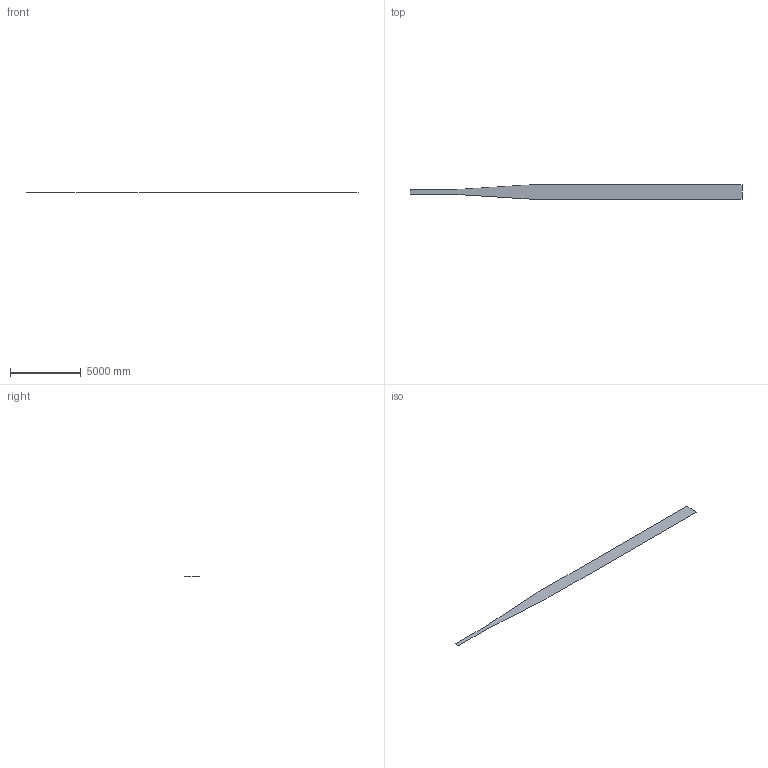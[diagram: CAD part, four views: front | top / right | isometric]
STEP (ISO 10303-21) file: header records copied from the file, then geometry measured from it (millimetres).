
FILE_DESCRIPTION(('Open CASCADE Model'),'2;1');
FILE_NAME('Open CASCADE Shape Model','2025-09-02T11:58:00',('Author'),( 'Open CASCADE'),'Open CASCADE STEP processor 7.5','Open CASCADE 7.5' ,'Unknown');
FILE_SCHEMA(('AUTOMOTIVE_DESIGN { 1 0 10303 214 1 1 1 1 }'));
Length unit declared in the file: metre
Products named in the file (1): Open CASCADE STEP translator 7.5 1
Bounding box: 23500 x 1000 x 0 mm (x, y, z)
Surface area: 19590150 mm2 (no closed solid volume)
Topology: 0 solids, 1 shells, 1 faces, 12 edges, 12 vertices
Faces by surface type: plane 1
Entity records: 206 total; most frequent: CARTESIAN_POINT 38, DIRECTION 28, LINE 24, VECTOR 24, ORIENTED_EDGE 12, EDGE_CURVE 12, VERTEX_POINT 12, SURFACE_CURVE 12
